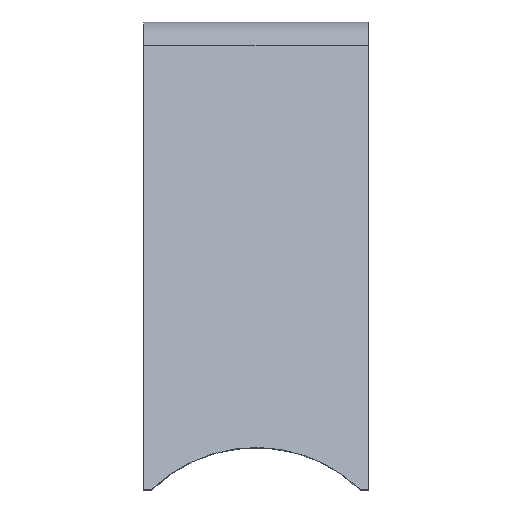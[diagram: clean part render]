
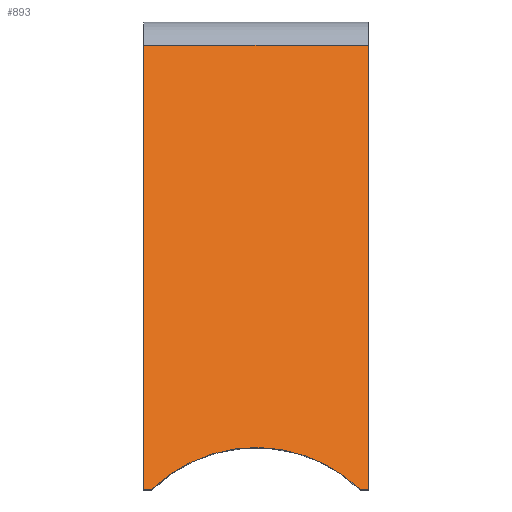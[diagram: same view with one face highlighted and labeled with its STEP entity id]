
A CAD part, top view. The second image highlights one B-rep face of the part: STEP entity #893.
In plain terms, the highlighted planar face has unit normal (0, 0.342, 0.94).
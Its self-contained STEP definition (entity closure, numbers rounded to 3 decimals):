
#87=ELLIPSE('',#962,22.702,21.333);
#88=PLANE('',#961);
#120=FACE_OUTER_BOUND('',#166,.T.);
#166=EDGE_LOOP('',(#637,#638,#639,#640,#641,#642));
#216=LINE('',#1304,#308);
#217=LINE('',#1307,#309);
#218=LINE('',#1309,#310);
#219=LINE('',#1313,#311);
#220=LINE('',#1314,#312);
#308=VECTOR('',#1048,10.);
#309=VECTOR('',#1051,10.);
#310=VECTOR('',#1052,10.);
#311=VECTOR('',#1055,10.);
#312=VECTOR('',#1056,10.);
#433=VERTEX_POINT('',#1297);
#436=VERTEX_POINT('',#1302);
#437=VERTEX_POINT('',#1306);
#438=VERTEX_POINT('',#1308);
#439=VERTEX_POINT('',#1310);
#440=VERTEX_POINT('',#1312);
#514=EDGE_CURVE('',#436,#433,#216,.T.);
#515=EDGE_CURVE('',#437,#436,#217,.T.);
#516=EDGE_CURVE('',#438,#437,#218,.T.);
#517=EDGE_CURVE('',#438,#439,#87,.T.);
#518=EDGE_CURVE('',#440,#439,#219,.T.);
#519=EDGE_CURVE('',#433,#440,#220,.T.);
#637=ORIENTED_EDGE('',*,*,#514,.F.);
#638=ORIENTED_EDGE('',*,*,#515,.F.);
#639=ORIENTED_EDGE('',*,*,#516,.F.);
#640=ORIENTED_EDGE('',*,*,#517,.T.);
#641=ORIENTED_EDGE('',*,*,#518,.F.);
#642=ORIENTED_EDGE('',*,*,#519,.F.);
#893=ADVANCED_FACE('',(#120),#88,.T.);
#961=AXIS2_PLACEMENT_3D('',#1305,#1049,#1050);
#962=AXIS2_PLACEMENT_3D('',#1311,#1053,#1054);
#1048=DIRECTION('',(1.,0.,0.));
#1049=DIRECTION('center_axis',(0.,0.342,0.94));
#1050=DIRECTION('ref_axis',(0.,-0.94,0.342));
#1051=DIRECTION('',(0.,0.94,-0.342));
#1052=DIRECTION('',(-1.,0.,0.));
#1053=DIRECTION('center_axis',(0.,-0.342,-0.94));
#1054=DIRECTION('ref_axis',(0.,0.94,-0.342));
#1055=DIRECTION('',(-1.,0.,0.));
#1056=DIRECTION('',(0.,-0.94,0.342));
#1297=CARTESIAN_POINT('',(2.,22.51,23.697));
#1302=CARTESIAN_POINT('',(-30.,22.51,23.697));
#1304=CARTESIAN_POINT('',(0.,22.51,23.697));
#1305=CARTESIAN_POINT('Origin',(0.,25.8,22.5));
#1306=CARTESIAN_POINT('',(-30.,-40.8,46.74));
#1307=CARTESIAN_POINT('',(-30.,-45.136,48.319));
#1308=CARTESIAN_POINT('',(-28.832,-40.8,46.74));
#1309=CARTESIAN_POINT('',(-20.,-40.8,46.74));
#1310=CARTESIAN_POINT('',(0.832,-40.8,46.74));
#1311=CARTESIAN_POINT('Origin',(-14.,-56.133,52.321));
#1312=CARTESIAN_POINT('',(2.,-40.8,46.74));
#1313=CARTESIAN_POINT('',(-20.,-40.8,46.74));
#1314=CARTESIAN_POINT('',(2.,25.8,22.5));
